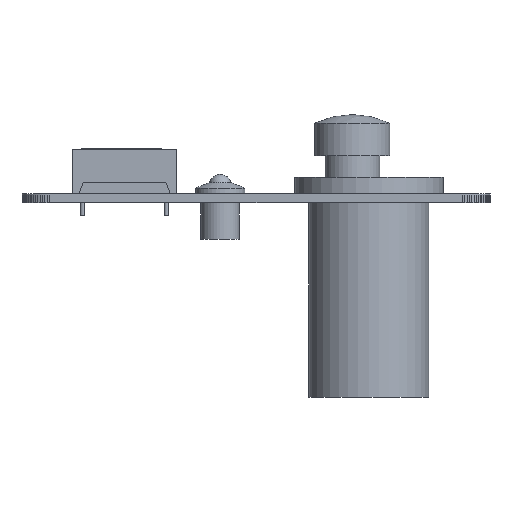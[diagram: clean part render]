
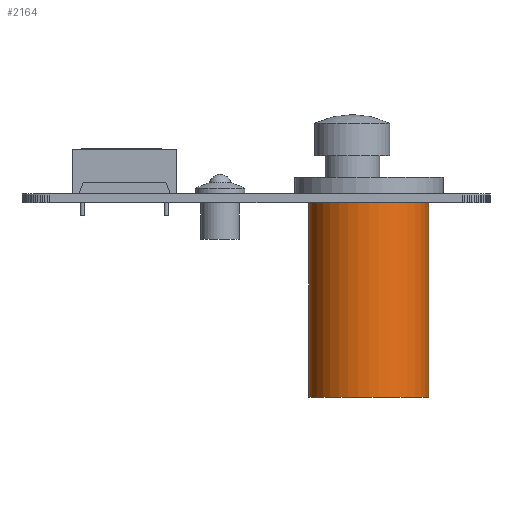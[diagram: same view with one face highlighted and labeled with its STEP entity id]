
A CAD part, left-side view. The second image highlights one B-rep face of the part: STEP entity #2164.
In plain terms, the highlighted cylindrical face has radius 10.9 mm (diameter 21.8 mm), a full revolution.
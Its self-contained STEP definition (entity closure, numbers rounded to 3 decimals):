
#2164 = ADVANCED_FACE('',(#2165),#2178,.T.);
#2165 = FACE_BOUND('',#2166,.T.);
#2166 = EDGE_LOOP('',(#2167,#2205,#2228,#2255));
#2167 = ORIENTED_EDGE('',*,*,#2168,.F.);
#2168 = EDGE_CURVE('',#2169,#2169,#2171,.T.);
#2169 = VERTEX_POINT('',#2170);
#2170 = CARTESIAN_POINT('',(-10.9,0.,-37.));
#2171 = SURFACE_CURVE('',#2172,(#2177,#2189),.PCURVE_S1.);
#2172 = CIRCLE('',#2173,10.9);
#2173 = AXIS2_PLACEMENT_3D('',#2174,#2175,#2176);
#2174 = CARTESIAN_POINT('',(0.,0.,-37.));
#2175 = DIRECTION('',(0.,0.,-1.));
#2176 = DIRECTION('',(1.,0.,0.));
#2177 = PCURVE('',#2178,#2183);
#2178 = CYLINDRICAL_SURFACE('',#2179,10.9);
#2179 = AXIS2_PLACEMENT_3D('',#2180,#2181,#2182);
#2180 = CARTESIAN_POINT('',(0.,0.,0.));
#2181 = DIRECTION('',(0.,0.,-1.));
#2182 = DIRECTION('',(1.,0.,0.));
#2183 = DEFINITIONAL_REPRESENTATION('',(#2184),#2188);
#2184 = LINE('',#2185,#2186);
#2185 = CARTESIAN_POINT('',(-6.283,37.));
#2186 = VECTOR('',#2187,1.);
#2187 = DIRECTION('',(1.,0.));
#2188 = ( GEOMETRIC_REPRESENTATION_CONTEXT(2) 
PARAMETRIC_REPRESENTATION_CONTEXT() REPRESENTATION_CONTEXT('2D SPACE',''
  ) );
#2189 = PCURVE('',#2190,#2195);
#2190 = PLANE('',#2191);
#2191 = AXIS2_PLACEMENT_3D('',#2192,#2193,#2194);
#2192 = CARTESIAN_POINT('',(0.,0.,-37.));
#2193 = DIRECTION('',(0.,0.,1.));
#2194 = DIRECTION('',(1.,0.,-0.));
#2195 = DEFINITIONAL_REPRESENTATION('',(#2196),#2204);
#2196 = ( BOUNDED_CURVE() B_SPLINE_CURVE(2,(#2197,#2198,#2199,#2200,
#2201,#2202,#2203),.UNSPECIFIED.,.T.,.F.) B_SPLINE_CURVE_WITH_KNOTS((1,2
    ,2,2,2,1),(-2.094,0.,2.094,4.189,
6.283,8.378),.UNSPECIFIED.) CURVE() 
GEOMETRIC_REPRESENTATION_ITEM() RATIONAL_B_SPLINE_CURVE((1.,0.5,1.,0.5,
1.,0.5,1.)) REPRESENTATION_ITEM('') );
#2197 = CARTESIAN_POINT('',(10.9,0.));
#2198 = CARTESIAN_POINT('',(10.9,-18.879));
#2199 = CARTESIAN_POINT('',(-5.45,-9.44));
#2200 = CARTESIAN_POINT('',(-21.8,0.));
#2201 = CARTESIAN_POINT('',(-5.45,9.44));
#2202 = CARTESIAN_POINT('',(10.9,18.879));
#2203 = CARTESIAN_POINT('',(10.9,0.));
#2204 = ( GEOMETRIC_REPRESENTATION_CONTEXT(2) 
PARAMETRIC_REPRESENTATION_CONTEXT() REPRESENTATION_CONTEXT('2D SPACE',''
  ) );
#2205 = ORIENTED_EDGE('',*,*,#2206,.T.);
#2206 = EDGE_CURVE('',#2169,#2207,#2209,.T.);
#2207 = VERTEX_POINT('',#2208);
#2208 = CARTESIAN_POINT('',(-10.9,0.,0.));
#2209 = SEAM_CURVE('',#2210,(#2214,#2221),.PCURVE_S1.);
#2210 = LINE('',#2211,#2212);
#2211 = CARTESIAN_POINT('',(-10.9,0.,0.));
#2212 = VECTOR('',#2213,1.);
#2213 = DIRECTION('',(0.,0.,1.));
#2214 = PCURVE('',#2178,#2215);
#2215 = DEFINITIONAL_REPRESENTATION('',(#2216),#2220);
#2216 = LINE('',#2217,#2218);
#2217 = CARTESIAN_POINT('',(-3.142,0.));
#2218 = VECTOR('',#2219,1.);
#2219 = DIRECTION('',(0.,-1.));
#2220 = ( GEOMETRIC_REPRESENTATION_CONTEXT(2) 
PARAMETRIC_REPRESENTATION_CONTEXT() REPRESENTATION_CONTEXT('2D SPACE',''
  ) );
#2221 = PCURVE('',#2178,#2222);
#2222 = DEFINITIONAL_REPRESENTATION('',(#2223),#2227);
#2223 = LINE('',#2224,#2225);
#2224 = CARTESIAN_POINT('',(3.142,0.));
#2225 = VECTOR('',#2226,1.);
#2226 = DIRECTION('',(0.,-1.));
#2227 = ( GEOMETRIC_REPRESENTATION_CONTEXT(2) 
PARAMETRIC_REPRESENTATION_CONTEXT() REPRESENTATION_CONTEXT('2D SPACE',''
  ) );
#2228 = ORIENTED_EDGE('',*,*,#2229,.F.);
#2229 = EDGE_CURVE('',#2207,#2207,#2230,.T.);
#2230 = SURFACE_CURVE('',#2231,(#2236,#2243),.PCURVE_S1.);
#2231 = CIRCLE('',#2232,10.9);
#2232 = AXIS2_PLACEMENT_3D('',#2233,#2234,#2235);
#2233 = CARTESIAN_POINT('',(0.,0.,0.));
#2234 = DIRECTION('',(0.,0.,1.));
#2235 = DIRECTION('',(1.,0.,-0.));
#2236 = PCURVE('',#2178,#2237);
#2237 = DEFINITIONAL_REPRESENTATION('',(#2238),#2242);
#2238 = LINE('',#2239,#2240);
#2239 = CARTESIAN_POINT('',(6.283,0.));
#2240 = VECTOR('',#2241,1.);
#2241 = DIRECTION('',(-1.,0.));
#2242 = ( GEOMETRIC_REPRESENTATION_CONTEXT(2) 
PARAMETRIC_REPRESENTATION_CONTEXT() REPRESENTATION_CONTEXT('2D SPACE',''
  ) );
#2243 = PCURVE('',#2244,#2249);
#2244 = PLANE('',#2245);
#2245 = AXIS2_PLACEMENT_3D('',#2246,#2247,#2248);
#2246 = CARTESIAN_POINT('',(0.,0.,0.));
#2247 = DIRECTION('',(0.,0.,1.));
#2248 = DIRECTION('',(1.,0.,-0.));
#2249 = DEFINITIONAL_REPRESENTATION('',(#2250),#2254);
#2250 = CIRCLE('',#2251,10.9);
#2251 = AXIS2_PLACEMENT_2D('',#2252,#2253);
#2252 = CARTESIAN_POINT('',(0.,0.));
#2253 = DIRECTION('',(1.,0.));
#2254 = ( GEOMETRIC_REPRESENTATION_CONTEXT(2) 
PARAMETRIC_REPRESENTATION_CONTEXT() REPRESENTATION_CONTEXT('2D SPACE',''
  ) );
#2255 = ORIENTED_EDGE('',*,*,#2206,.F.);
